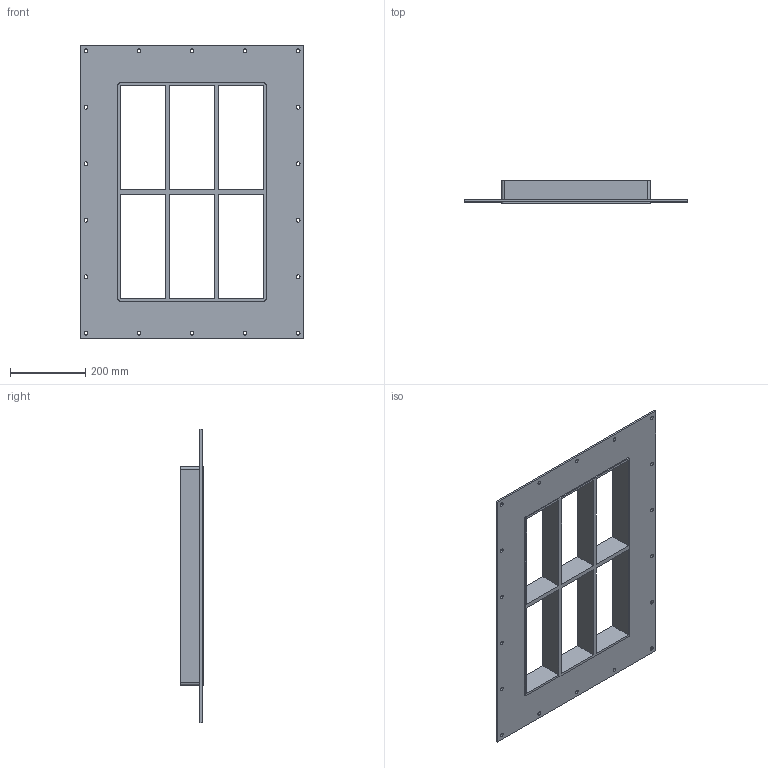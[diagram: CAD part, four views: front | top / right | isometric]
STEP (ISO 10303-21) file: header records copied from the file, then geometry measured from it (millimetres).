
FILE_DESCRIPTION((''),'2;1');
FILE_NAME('GHFL1008+8X3.stp','2014-03-10T22:16:47',(''),(''),'Autodesk Inventor 2013','Autodesk Inventor 2013','');
FILE_SCHEMA(('AUTOMOTIVE_DESIGN { 1 0 10303 214 1 1 1 1 }'));
Length unit declared in the file: millimetre
Products named in the file (1): GH FL100
Bounding box: 593.5 x 60 x 780 mm (x, y, z)
Volume: 3032209 mm3; surface area: 932421.2 mm2
Topology: 1 solids, 1 shells, 66 faces, 204 edges, 142 vertices
Faces by surface type: plane 40, cylinder 26
Full cylindrical faces by diameter (mm): 10 x18
Entity records: 2174 total; most frequent: CARTESIAN_POINT 359, DIRECTION 354, ORIENTED_EDGE 336, EDGE_CURVE 168, EDGE_LOOP 134, VERTEX_POINT 124, AXIS2_PLACEMENT_3D 119, VECTOR 116
